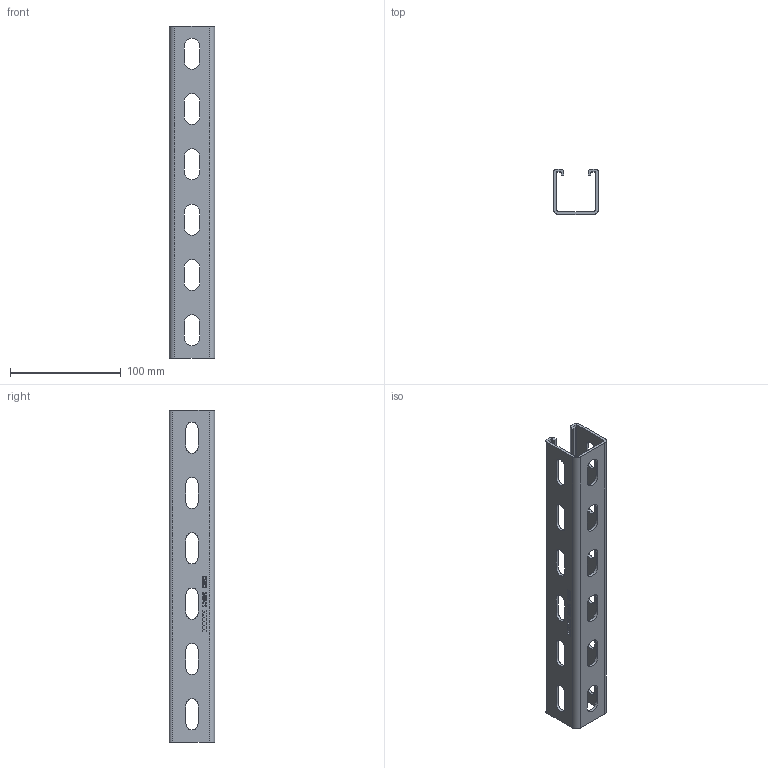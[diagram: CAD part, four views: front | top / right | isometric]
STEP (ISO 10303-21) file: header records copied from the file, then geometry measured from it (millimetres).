
FILE_DESCRIPTION((''),'2;1');
FILE_NAME('1122500','2012-10-27T',('AndreasKeweloh'),(''),'PRO/ENGINEER BY PARAMETRIC TECHNOLOGY CORPORATION, 2012230','PRO/ENGINEER BY PARAMETRIC TECHNOLOGY CORPORATION, 2012230','');
FILE_SCHEMA(('CONFIG_CONTROL_DESIGN'));
Length unit declared in the file: millimetre
Products named in the file (1): 1122500
Bounding box: 41 x 41 x 300 mm (x, y, z)
Volume: 85099.1 mm3; surface area: 73518.4 mm2
Topology: 1 solids, 1 shells, 462 faces, 1212 edges, 808 vertices
Faces by surface type: plane 302, cylinder 152, extrusion 8
Entity records: 14782 total; most frequent: CARTESIAN_POINT 3042, ORIENTED_EDGE 2424, DIRECTION 2377, EDGE_CURVE 1212, VECTOR 865, LINE 857, VERTEX_POINT 808, AXIS2_PLACEMENT_3D 756
